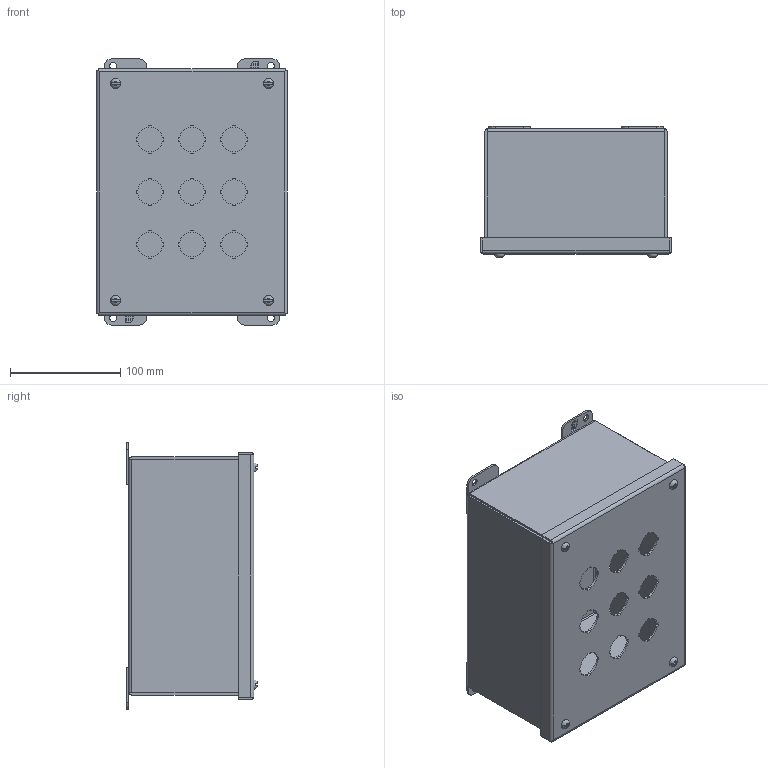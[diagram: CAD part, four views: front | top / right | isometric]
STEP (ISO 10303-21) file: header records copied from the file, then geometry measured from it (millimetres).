
FILE_DESCRIPTION (( 'STEP AP214' ), '1' );
FILE_NAME ('MPB9LG.STEP', '2020-11-04T23:11:44', ( '' ), ( '' ), 'SwSTEP 2.0', 'SolidWorks 2019', '' );
FILE_SCHEMA (( 'AUTOMOTIVE_DESIGN' ));
Length unit declared in the file: inch
Products named in the file (1): MPB9LG
Bounding box: 173.05 x 118.66 x 241.3 mm (x, y, z)
Volume: 360994.4 mm3; surface area: 379511 mm2
Topology: 23 solids, 23 shells, 795 faces, 2081 edges, 1361 vertices
Faces by surface type: plane 607, cylinder 152, bspline 20, cone 12, torus 4
Full cylindrical faces by diameter (mm): 3.759 x4, 3.967 x1, 4.039 x4, 4.775 x1, 4.826 x4, 6.35 x9, 6.985 x4, 9.525 x1, 9.906 x4, 10.312 x4
Entity records: 25257 total; most frequent: CARTESIAN_POINT 5691, ORIENTED_EDGE 4014, DIRECTION 3757, EDGE_CURVE 2007, LINE 1543, VECTOR 1543, VERTEX_POINT 1343, AXIS2_PLACEMENT_3D 1107
